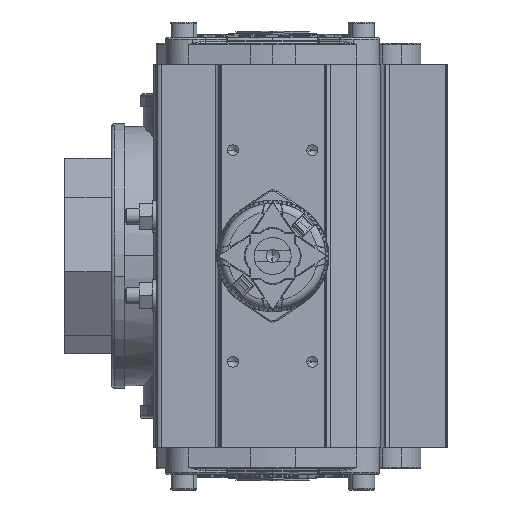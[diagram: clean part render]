
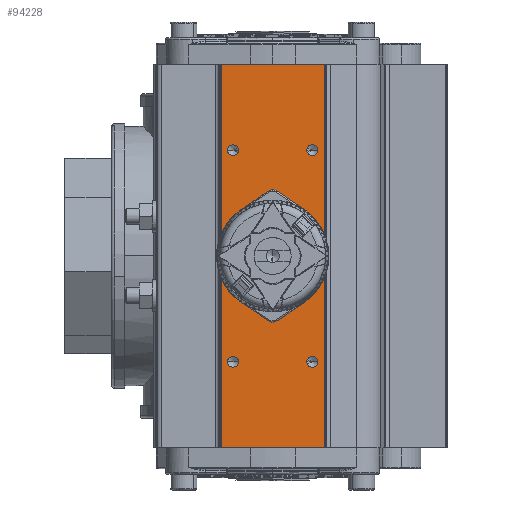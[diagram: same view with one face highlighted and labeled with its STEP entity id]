
A CAD part, left-side view. The second image highlights one B-rep face of the part: STEP entity #94228.
In plain terms, the highlighted face is planar.
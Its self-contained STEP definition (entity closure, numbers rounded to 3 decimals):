
#2182 = VERTEX_POINT ( 'NONE', #52689 ) ;
#2248 = EDGE_CURVE ( 'NONE', #159547, #19341, #21286, .T. ) ;
#3459 = CARTESIAN_POINT ( 'NONE',  ( 0.323, 39.5, 0. ) ) ;
#3488 = DIRECTION ( 'NONE',  ( 0., 0., 1. ) ) ;
#4566 = AXIS2_PLACEMENT_3D ( 'NONE', #97270, #79095, #64063 ) ;
#4857 = ORIENTED_EDGE ( 'NONE', *, *, #125470, .T. ) ;
#17050 = FACE_BOUND ( 'NONE', #87378, .T. ) ;
#17494 = ORIENTED_EDGE ( 'NONE', *, *, #68210, .T. ) ;
#18596 = AXIS2_PLACEMENT_3D ( 'NONE', #43680, #175565, #28666 ) ;
#19042 = VECTOR ( 'NONE', #111746, 1000. ) ;
#19341 = VERTEX_POINT ( 'NONE', #182376 ) ;
#19564 = VERTEX_POINT ( 'NONE', #161807 ) ;
#19807 = EDGE_LOOP ( 'NONE', ( #178801, #110073 ) ) ;
#21286 = CIRCLE ( 'NONE', #4566, 2.065 ) ;
#25103 = DIRECTION ( 'NONE',  ( 1., 0., 0. ) ) ;
#28666 = DIRECTION ( 'NONE',  ( 0., 0., 1. ) ) ;
#31566 = EDGE_CURVE ( 'NONE', #130775, #177113, #117331, .T. ) ;
#32497 = DIRECTION ( 'NONE',  ( 0., -1., 0. ) ) ;
#34617 = DIRECTION ( 'NONE',  ( 0., 0., -1. ) ) ;
#35114 = VERTEX_POINT ( 'NONE', #111397 ) ;
#35378 = VERTEX_POINT ( 'NONE', #76895 ) ;
#36292 = DIRECTION ( 'NONE',  ( 0., 0., 1. ) ) ;
#38367 = EDGE_LOOP ( 'NONE', ( #191323, #186634 ) ) ;
#38759 = AXIS2_PLACEMENT_3D ( 'NONE', #147233, #131151, #163289 ) ;
#40674 = CIRCLE ( 'NONE', #153689, 2.065 ) ;
#42248 = CIRCLE ( 'NONE', #38759, 2.065 ) ;
#43680 = CARTESIAN_POINT ( 'NONE',  ( -39.677, 39.5, 15. ) ) ;
#43789 = CARTESIAN_POINT ( 'NONE',  ( 40.323, 39.5, -17.065 ) ) ;
#44042 = VECTOR ( 'NONE', #25103, 1000. ) ;
#44354 = CARTESIAN_POINT ( 'NONE',  ( 0.323, 39.5, 19.5 ) ) ;
#50318 = DIRECTION ( 'NONE',  ( 0., 0., -1. ) ) ;
#52440 = DIRECTION ( 'NONE',  ( 0., 1., 0. ) ) ;
#52689 = CARTESIAN_POINT ( 'NONE',  ( -72.127, 39.5, -19.5 ) ) ;
#57122 = EDGE_LOOP ( 'NONE', ( #149157, #177592 ) ) ;
#58894 = DIRECTION ( 'NONE',  ( 0., -1., 0. ) ) ;
#60020 = AXIS2_PLACEMENT_3D ( 'NONE', #114650, #212312, #148978 ) ;
#64063 = DIRECTION ( 'NONE',  ( 0., 0., 1. ) ) ;
#68191 = CARTESIAN_POINT ( 'NONE',  ( 0.323, 39.5, 9.55 ) ) ;
#68210 = EDGE_CURVE ( 'NONE', #151494, #35114, #187000, .T. ) ;
#68695 = CIRCLE ( 'NONE', #150925, 9.55 ) ;
#70442 = VERTEX_POINT ( 'NONE', #140726 ) ;
#74453 = LINE ( 'NONE', #44354, #44042 ) ;
#76895 = CARTESIAN_POINT ( 'NONE',  ( -72.127, 39.5, 19.5 ) ) ;
#78893 = DIRECTION ( 'NONE',  ( 0., 0., 1. ) ) ;
#79095 = DIRECTION ( 'NONE',  ( 0., -1., 0. ) ) ;
#79195 = VERTEX_POINT ( 'NONE', #194218 ) ;
#82521 = PLANE ( 'NONE',  #169602 ) ;
#85040 = CARTESIAN_POINT ( 'NONE',  ( 40.323, 39.5, 15. ) ) ;
#87378 = EDGE_LOOP ( 'NONE', ( #122066, #4857 ) ) ;
#87622 = LINE ( 'NONE', #88679, #132369 ) ;
#88679 = CARTESIAN_POINT ( 'NONE',  ( -72.127, 39.5, -40.906 ) ) ;
#94169 = EDGE_CURVE ( 'NONE', #104148, #19564, #149119, .T. ) ;
#94228 = ADVANCED_FACE ( 'NONE', ( #98575, #129712, #198325, #163972, #199400, #17050 ), #82521, .T. ) ;
#97270 = CARTESIAN_POINT ( 'NONE',  ( -39.677, 39.5, -15. ) ) ;
#98432 = VECTOR ( 'NONE', #182818, 1000. ) ;
#98575 = FACE_OUTER_BOUND ( 'NONE', #113811, .T. ) ;
#102700 = EDGE_CURVE ( 'NONE', #35114, #151494, #68695, .T. ) ;
#104148 = VERTEX_POINT ( 'NONE', #105726 ) ;
#104497 = LINE ( 'NONE', #117413, #98432 ) ;
#105726 = CARTESIAN_POINT ( 'NONE',  ( -39.677, 39.5, 12.935 ) ) ;
#107513 = ORIENTED_EDGE ( 'NONE', *, *, #210371, .T. ) ;
#108451 = ORIENTED_EDGE ( 'NONE', *, *, #117407, .T. ) ;
#110073 = ORIENTED_EDGE ( 'NONE', *, *, #31566, .T. ) ;
#110547 = AXIS2_PLACEMENT_3D ( 'NONE', #130323, #128204, #78893 ) ;
#111397 = CARTESIAN_POINT ( 'NONE',  ( 0.323, 39.5, -9.55 ) ) ;
#111746 = DIRECTION ( 'NONE',  ( 0., 0., -1. ) ) ;
#113811 = EDGE_LOOP ( 'NONE', ( #108451, #107513, #140966, #156234 ) ) ;
#114650 = CARTESIAN_POINT ( 'NONE',  ( -39.677, 39.5, 15. ) ) ;
#114804 = EDGE_LOOP ( 'NONE', ( #136354, #17494 ) ) ;
#116153 = EDGE_CURVE ( 'NONE', #184970, #2182, #104497, .T. ) ;
#117331 = CIRCLE ( 'NONE', #110547, 2.065 ) ;
#117407 = EDGE_CURVE ( 'NONE', #35378, #79195, #74453, .T. ) ;
#117413 = CARTESIAN_POINT ( 'NONE',  ( 0.323, 39.5, -19.5 ) ) ;
#117615 = EDGE_CURVE ( 'NONE', #203320, #70442, #40674, .T. ) ;
#118247 = DIRECTION ( 'NONE',  ( 0., -1., 0. ) ) ;
#121561 = EDGE_CURVE ( 'NONE', #19341, #159547, #153696, .T. ) ;
#122066 = ORIENTED_EDGE ( 'NONE', *, *, #117615, .T. ) ;
#124145 = CARTESIAN_POINT ( 'NONE',  ( -39.677, 39.5, -17.065 ) ) ;
#124281 = DIRECTION ( 'NONE',  ( 0., 0., 1. ) ) ;
#125470 = EDGE_CURVE ( 'NONE', #70442, #203320, #192296, .T. ) ;
#128204 = DIRECTION ( 'NONE',  ( 0., -1., 0. ) ) ;
#129712 = FACE_BOUND ( 'NONE', #114804, .T. ) ;
#130323 = CARTESIAN_POINT ( 'NONE',  ( 40.323, 39.5, -15. ) ) ;
#130775 = VERTEX_POINT ( 'NONE', #199846 ) ;
#131151 = DIRECTION ( 'NONE',  ( 0., -1., 0. ) ) ;
#132369 = VECTOR ( 'NONE', #191572, 1000. ) ;
#136354 = ORIENTED_EDGE ( 'NONE', *, *, #102700, .T. ) ;
#136576 = AXIS2_PLACEMENT_3D ( 'NONE', #142518, #58894, #124281 ) ;
#137235 = CARTESIAN_POINT ( 'NONE',  ( 72.773, 39.5, -19.5 ) ) ;
#140726 = CARTESIAN_POINT ( 'NONE',  ( 40.323, 39.5, 17.065 ) ) ;
#140966 = ORIENTED_EDGE ( 'NONE', *, *, #116153, .T. ) ;
#140993 = DIRECTION ( 'NONE',  ( 0., -1., 0. ) ) ;
#142518 = CARTESIAN_POINT ( 'NONE',  ( -39.677, 39.5, -15. ) ) ;
#147233 = CARTESIAN_POINT ( 'NONE',  ( 40.323, 39.5, -15. ) ) ;
#148978 = DIRECTION ( 'NONE',  ( 0., 0., 1. ) ) ;
#149119 = CIRCLE ( 'NONE', #60020, 2.065 ) ;
#149157 = ORIENTED_EDGE ( 'NONE', *, *, #2248, .T. ) ;
#149979 = DIRECTION ( 'NONE',  ( 0., -1., 0. ) ) ;
#150925 = AXIS2_PLACEMENT_3D ( 'NONE', #154963, #140993, #172079 ) ;
#151494 = VERTEX_POINT ( 'NONE', #68191 ) ;
#153689 = AXIS2_PLACEMENT_3D ( 'NONE', #85040, #118247, #3488 ) ;
#153696 = CIRCLE ( 'NONE', #136576, 2.065 ) ;
#154963 = CARTESIAN_POINT ( 'NONE',  ( 0.323, 39.5, 0. ) ) ;
#156234 = ORIENTED_EDGE ( 'NONE', *, *, #184364, .T. ) ;
#157911 = LINE ( 'NONE', #207293, #19042 ) ;
#159547 = VERTEX_POINT ( 'NONE', #124145 ) ;
#161807 = CARTESIAN_POINT ( 'NONE',  ( -39.677, 39.5, 17.065 ) ) ;
#163289 = DIRECTION ( 'NONE',  ( 0., 0., 1. ) ) ;
#163972 = FACE_BOUND ( 'NONE', #38367, .T. ) ;
#168878 = CARTESIAN_POINT ( 'NONE',  ( 40.323, 39.5, 12.935 ) ) ;
#169602 = AXIS2_PLACEMENT_3D ( 'NONE', #195157, #52440, #50318 ) ;
#172079 = DIRECTION ( 'NONE',  ( 0., 0., -1. ) ) ;
#175565 = DIRECTION ( 'NONE',  ( 0., -1., 0. ) ) ;
#177113 = VERTEX_POINT ( 'NONE', #43789 ) ;
#177592 = ORIENTED_EDGE ( 'NONE', *, *, #121561, .T. ) ;
#178801 = ORIENTED_EDGE ( 'NONE', *, *, #196763, .T. ) ;
#179479 = EDGE_CURVE ( 'NONE', #19564, #104148, #179496, .T. ) ;
#179496 = CIRCLE ( 'NONE', #18596, 2.065 ) ;
#182376 = CARTESIAN_POINT ( 'NONE',  ( -39.677, 39.5, -12.935 ) ) ;
#182818 = DIRECTION ( 'NONE',  ( -1., 0., 0. ) ) ;
#184364 = EDGE_CURVE ( 'NONE', #2182, #35378, #87622, .T. ) ;
#184970 = VERTEX_POINT ( 'NONE', #137235 ) ;
#186634 = ORIENTED_EDGE ( 'NONE', *, *, #179479, .T. ) ;
#187000 = CIRCLE ( 'NONE', #193922, 9.55 ) ;
#191323 = ORIENTED_EDGE ( 'NONE', *, *, #94169, .T. ) ;
#191572 = DIRECTION ( 'NONE',  ( 0., 0., 1. ) ) ;
#192296 = CIRCLE ( 'NONE', #199203, 2.065 ) ;
#193922 = AXIS2_PLACEMENT_3D ( 'NONE', #3459, #32497, #34617 ) ;
#194218 = CARTESIAN_POINT ( 'NONE',  ( 72.773, 39.5, 19.5 ) ) ;
#195157 = CARTESIAN_POINT ( 'NONE',  ( 0.323, 39.5, -20. ) ) ;
#196763 = EDGE_CURVE ( 'NONE', #177113, #130775, #42248, .T. ) ;
#198325 = FACE_BOUND ( 'NONE', #57122, .T. ) ;
#199203 = AXIS2_PLACEMENT_3D ( 'NONE', #202508, #149979, #36292 ) ;
#199400 = FACE_BOUND ( 'NONE', #19807, .T. ) ;
#199846 = CARTESIAN_POINT ( 'NONE',  ( 40.323, 39.5, -12.935 ) ) ;
#202508 = CARTESIAN_POINT ( 'NONE',  ( 40.323, 39.5, 15. ) ) ;
#203320 = VERTEX_POINT ( 'NONE', #168878 ) ;
#207293 = CARTESIAN_POINT ( 'NONE',  ( 72.773, 39.5, -34.607 ) ) ;
#210371 = EDGE_CURVE ( 'NONE', #79195, #184970, #157911, .T. ) ;
#212312 = DIRECTION ( 'NONE',  ( 0., -1., 0. ) ) ;
